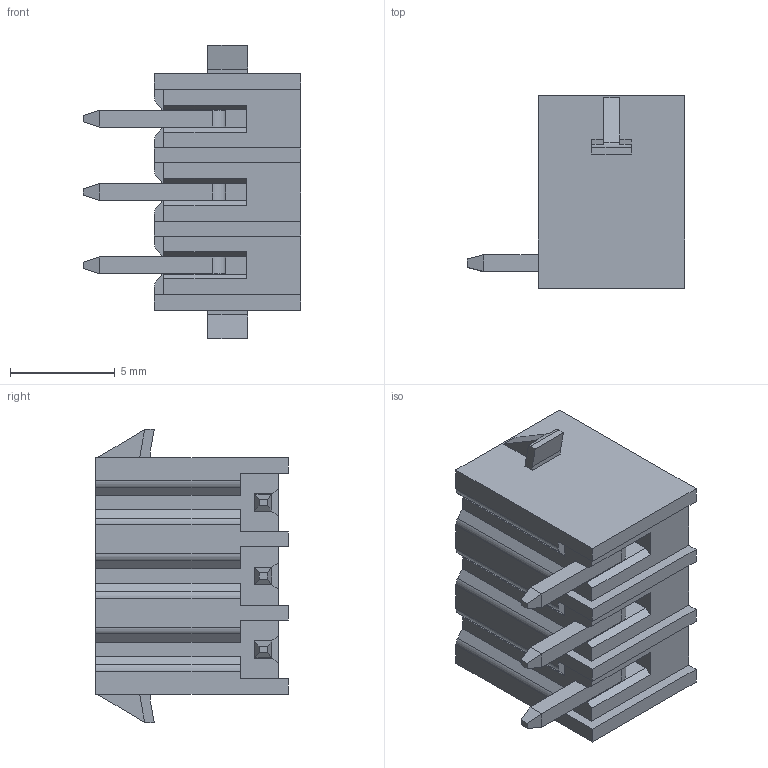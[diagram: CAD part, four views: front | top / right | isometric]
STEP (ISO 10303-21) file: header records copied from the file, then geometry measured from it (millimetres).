
FILE_DESCRIPTION((''),'2;1');
FILE_NAME('PRT0002','2024-10-12T',('sheji'),(''),'PRO/ENGINEER BY PARAMETRIC TECHNOLOGY CORPORATION, 2015240','PRO/ENGINEER BY PARAMETRIC TECHNOLOGY CORPORATION, 2015240','');
FILE_SCHEMA(('CONFIG_CONTROL_DESIGN'));
Length unit declared in the file: millimetre
Products named in the file (1): PRT0002
Bounding box: 10.4 x 9.2 x 14 mm (x, y, z)
Volume: 347.2 mm3; surface area: 1098 mm2
Topology: 4 solids, 4 shells, 214 faces, 567 edges, 372 vertices
Faces by surface type: plane 176, cylinder 32, cone 6
Entity records: 6606 total; most frequent: CARTESIAN_POINT 1246, ORIENTED_EDGE 1134, DIRECTION 1033, EDGE_CURVE 567, VECTOR 481, LINE 481, VERTEX_POINT 372, AXIS2_PLACEMENT_3D 276
